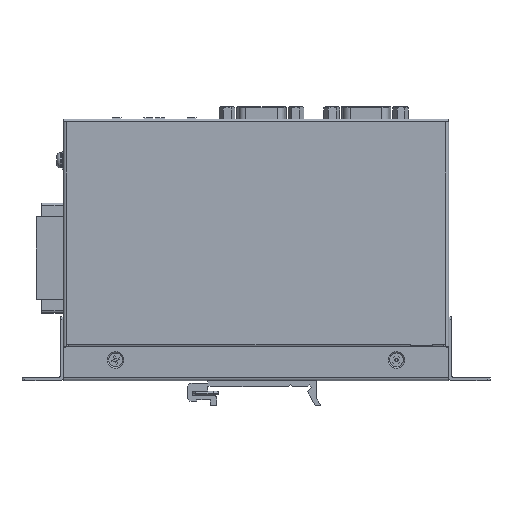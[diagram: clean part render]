
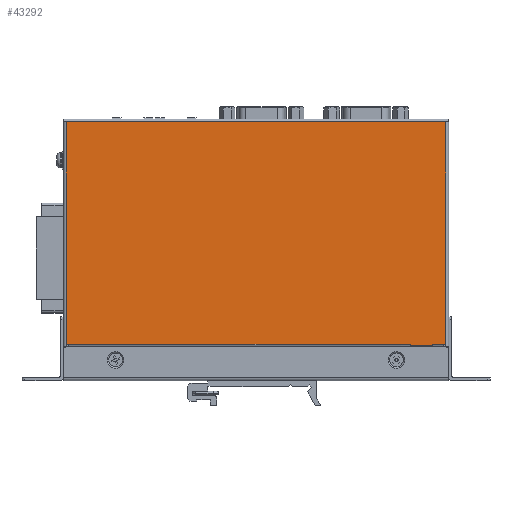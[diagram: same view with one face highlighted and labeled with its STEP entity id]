
A CAD part, left-side view. The second image highlights one B-rep face of the part: STEP entity #43292.
In plain terms, the highlighted planar face has unit normal (-1, 0, 0).
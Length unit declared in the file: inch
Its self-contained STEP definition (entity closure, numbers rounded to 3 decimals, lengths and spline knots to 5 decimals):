
#1 = VECTOR ( 'NONE', #66713, 39.37008 ) ;
#279 = DIRECTION ( 'NONE',  ( 0., 0., 1. ) ) ;
#464 = EDGE_CURVE ( 'NONE', #41531, #26225, #18078, .T. ) ;
#883 = LINE ( 'NONE', #16048, #33978 ) ;
#1631 = EDGE_CURVE ( 'NONE', #41531, #56533, #69854, .T. ) ;
#2219 = CARTESIAN_POINT ( 'NONE',  ( -0.59055, 2.65231, 0.61024 ) ) ;
#2847 = VECTOR ( 'NONE', #90774, 39.37008 ) ;
#3476 = CARTESIAN_POINT ( 'NONE',  ( -0.59055, 2.61293, 0.61024 ) ) ;
#4992 = VERTEX_POINT ( 'NONE', #23196 ) ;
#5345 = ORIENTED_EDGE ( 'NONE', *, *, #74280, .F. ) ;
#6278 = EDGE_CURVE ( 'NONE', #4992, #8370, #69476, .T. ) ;
#8334 = CARTESIAN_POINT ( 'NONE',  ( -0.59055, -2.58392, 0.58661 ) ) ;
#8370 = VERTEX_POINT ( 'NONE', #15239 ) ;
#8586 = EDGE_CURVE ( 'NONE', #22677, #27761, #83014, .T. ) ;
#10993 = PLANE ( 'NONE',  #69633 ) ;
#11662 = ORIENTED_EDGE ( 'NONE', *, *, #39265, .F. ) ;
#12362 = CARTESIAN_POINT ( 'NONE',  ( -0.59055, -2.78077, 0.12992 ) ) ;
#12626 = VECTOR ( 'NONE', #69731, 39.37008 ) ;
#13420 = CARTESIAN_POINT ( 'NONE',  ( -0.59055, -2.26895, 0.61024 ) ) ;
#13573 = CARTESIAN_POINT ( 'NONE',  ( -0.59055, 2.69168, 3.78937 ) ) ;
#13922 = DIRECTION ( 'NONE',  ( 0., 0., 1. ) ) ;
#15239 = CARTESIAN_POINT ( 'NONE',  ( -0.59055, -2.78077, 3.78937 ) ) ;
#16048 = CARTESIAN_POINT ( 'NONE',  ( -0.59055, 2.65231, 0.12992 ) ) ;
#16772 = ORIENTED_EDGE ( 'NONE', *, *, #75056, .T. ) ;
#16794 = ORIENTED_EDGE ( 'NONE', *, *, #42004, .T. ) ;
#17631 = LINE ( 'NONE', #12362, #12626 ) ;
#18078 = LINE ( 'NONE', #75434, #25413 ) ;
#18341 = LINE ( 'NONE', #2219, #85451 ) ;
#19763 = CARTESIAN_POINT ( 'NONE',  ( -0.59055, 2.65231, 3.78937 ) ) ;
#20114 = ORIENTED_EDGE ( 'NONE', *, *, #23724, .T. ) ;
#20118 = LINE ( 'NONE', #27239, #86932 ) ;
#20957 = CARTESIAN_POINT ( 'NONE',  ( -0.59055, 2.61293, 0.61024 ) ) ;
#21105 = ORIENTED_EDGE ( 'NONE', *, *, #6278, .F. ) ;
#21257 = CARTESIAN_POINT ( 'NONE',  ( -0.59055, 2.65231, 0.61024 ) ) ;
#22677 = VERTEX_POINT ( 'NONE', #13420 ) ;
#23196 = CARTESIAN_POINT ( 'NONE',  ( -0.59055, -2.82014, 3.78937 ) ) ;
#23724 = EDGE_CURVE ( 'NONE', #24227, #54397, #84823, .T. ) ;
#24227 = VERTEX_POINT ( 'NONE', #13573 ) ;
#24513 = ORIENTED_EDGE ( 'NONE', *, *, #40631, .T. ) ;
#25413 = VECTOR ( 'NONE', #46077, 39.37008 ) ;
#25780 = DIRECTION ( 'NONE',  ( 0., 1., 0. ) ) ;
#26225 = VERTEX_POINT ( 'NONE', #66078 ) ;
#27239 = CARTESIAN_POINT ( 'NONE',  ( -0.59055, -2.26895, 0.58661 ) ) ;
#27761 = VERTEX_POINT ( 'NONE', #20957 ) ;
#27846 = EDGE_LOOP ( 'NONE', ( #16772, #72195, #11662, #88450, #43154, #5345, #63561, #88223, #21105, #16794, #24513, #49582, #20114, #82443 ) ) ;
#29725 = EDGE_CURVE ( 'NONE', #77864, #24227, #35891, .T. ) ;
#33203 = CARTESIAN_POINT ( 'NONE',  ( -0.59055, 2.69168, 3.78937 ) ) ;
#33544 = DIRECTION ( 'NONE',  ( 0., 1., 0. ) ) ;
#33978 = VECTOR ( 'NONE', #37858, 39.37008 ) ;
#35754 = CARTESIAN_POINT ( 'NONE',  ( -0.59055, -2.7414, 0.61024 ) ) ;
#35891 = LINE ( 'NONE', #57672, #41844 ) ;
#37799 = LINE ( 'NONE', #21257, #1 ) ;
#37858 = DIRECTION ( 'NONE',  ( 0., 0., 1. ) ) ;
#39265 = EDGE_CURVE ( 'NONE', #26225, #22677, #20118, .T. ) ;
#40631 = EDGE_CURVE ( 'NONE', #83614, #77864, #54844, .T. ) ;
#40954 = CARTESIAN_POINT ( 'NONE',  ( -0.59055, -2.58392, 0.58661 ) ) ;
#41531 = VERTEX_POINT ( 'NONE', #8334 ) ;
#41672 = VECTOR ( 'NONE', #25780, 39.37008 ) ;
#41844 = VECTOR ( 'NONE', #86604, 39.37008 ) ;
#41973 = CARTESIAN_POINT ( 'NONE',  ( -0.59055, 2.69168, 3.78937 ) ) ;
#42004 = EDGE_CURVE ( 'NONE', #4992, #83614, #64298, .T. ) ;
#42761 = CARTESIAN_POINT ( 'NONE',  ( -0.59055, 2.65231, 0.61024 ) ) ;
#43154 = ORIENTED_EDGE ( 'NONE', *, *, #1631, .T. ) ;
#43292 = ADVANCED_FACE ( 'NONE', ( #54133 ), #10993, .F. ) ;
#44361 = CARTESIAN_POINT ( 'NONE',  ( -0.59055, -2.82014, 0.12992 ) ) ;
#46077 = DIRECTION ( 'NONE',  ( 0., 1., 0. ) ) ;
#47043 = CARTESIAN_POINT ( 'NONE',  ( -0.59055, 2.69168, 0.12992 ) ) ;
#49500 = VECTOR ( 'NONE', #91071, 39.37008 ) ;
#49582 = ORIENTED_EDGE ( 'NONE', *, *, #29725, .T. ) ;
#49636 = CARTESIAN_POINT ( 'NONE',  ( -0.59055, -2.82014, 3.79134 ) ) ;
#51031 = EDGE_CURVE ( 'NONE', #70244, #58553, #37799, .T. ) ;
#52413 = CARTESIAN_POINT ( 'NONE',  ( -0.59055, -2.58392, 0.61024 ) ) ;
#54133 = FACE_OUTER_BOUND ( 'NONE', #27846, .T. ) ;
#54397 = VERTEX_POINT ( 'NONE', #19763 ) ;
#54844 = LINE ( 'NONE', #49636, #61272 ) ;
#55274 = EDGE_CURVE ( 'NONE', #62115, #54397, #883, .T. ) ;
#56533 = VERTEX_POINT ( 'NONE', #52413 ) ;
#56830 = DIRECTION ( 'NONE',  ( 0., -1., 0. ) ) ;
#57121 = DIRECTION ( 'NONE',  ( 0., 1., 0. ) ) ;
#57672 = CARTESIAN_POINT ( 'NONE',  ( -0.59055, 2.69168, 0.12992 ) ) ;
#58553 = VERTEX_POINT ( 'NONE', #71395 ) ;
#61252 = DIRECTION ( 'NONE',  ( 0., 0., -1. ) ) ;
#61272 = VECTOR ( 'NONE', #33544, 39.37008 ) ;
#62115 = VERTEX_POINT ( 'NONE', #42761 ) ;
#62274 = LINE ( 'NONE', #3476, #41672 ) ;
#63561 = ORIENTED_EDGE ( 'NONE', *, *, #51031, .T. ) ;
#64298 = LINE ( 'NONE', #44361, #66473 ) ;
#65230 = VECTOR ( 'NONE', #56830, 39.37008 ) ;
#66078 = CARTESIAN_POINT ( 'NONE',  ( -0.59055, -2.26895, 0.58661 ) ) ;
#66473 = VECTOR ( 'NONE', #279, 39.37008 ) ;
#66713 = DIRECTION ( 'NONE',  ( 0., -1., 0. ) ) ;
#67912 = DIRECTION ( 'NONE',  ( 1., 0., 0. ) ) ;
#68593 = DIRECTION ( 'NONE',  ( 0., -1., 0. ) ) ;
#69476 = LINE ( 'NONE', #41973, #88772 ) ;
#69633 = AXIS2_PLACEMENT_3D ( 'NONE', #47043, #67912, #61252 ) ;
#69731 = DIRECTION ( 'NONE',  ( 0., 0., -1. ) ) ;
#69854 = LINE ( 'NONE', #40954, #2847 ) ;
#70244 = VERTEX_POINT ( 'NONE', #35754 ) ;
#71203 = EDGE_CURVE ( 'NONE', #8370, #58553, #17631, .T. ) ;
#71395 = CARTESIAN_POINT ( 'NONE',  ( -0.59055, -2.78077, 0.61024 ) ) ;
#72195 = ORIENTED_EDGE ( 'NONE', *, *, #8586, .F. ) ;
#74280 = EDGE_CURVE ( 'NONE', #70244, #56533, #62274, .T. ) ;
#75056 = EDGE_CURVE ( 'NONE', #62115, #27761, #18341, .T. ) ;
#75434 = CARTESIAN_POINT ( 'NONE',  ( -0.59055, -2.58392, 0.58661 ) ) ;
#77864 = VERTEX_POINT ( 'NONE', #86317 ) ;
#82443 = ORIENTED_EDGE ( 'NONE', *, *, #55274, .F. ) ;
#83014 = LINE ( 'NONE', #91532, #49500 ) ;
#83614 = VERTEX_POINT ( 'NONE', #84118 ) ;
#84118 = CARTESIAN_POINT ( 'NONE',  ( -0.59055, -2.82014, 3.79134 ) ) ;
#84823 = LINE ( 'NONE', #33203, #65230 ) ;
#85451 = VECTOR ( 'NONE', #68593, 39.37008 ) ;
#86317 = CARTESIAN_POINT ( 'NONE',  ( -0.59055, 2.69168, 3.79134 ) ) ;
#86604 = DIRECTION ( 'NONE',  ( 0., 0., -1. ) ) ;
#86932 = VECTOR ( 'NONE', #13922, 39.37008 ) ;
#88223 = ORIENTED_EDGE ( 'NONE', *, *, #71203, .F. ) ;
#88450 = ORIENTED_EDGE ( 'NONE', *, *, #464, .F. ) ;
#88772 = VECTOR ( 'NONE', #57121, 39.37008 ) ;
#90774 = DIRECTION ( 'NONE',  ( 0., 0., 1. ) ) ;
#91071 = DIRECTION ( 'NONE',  ( 0., 1., 0. ) ) ;
#91532 = CARTESIAN_POINT ( 'NONE',  ( -0.59055, 2.61293, 0.61024 ) ) ;
